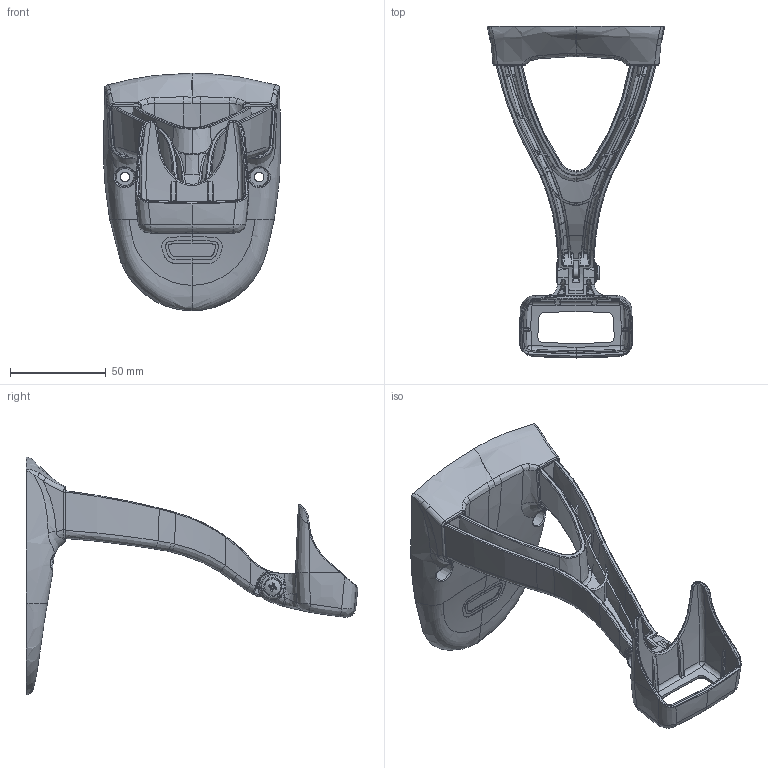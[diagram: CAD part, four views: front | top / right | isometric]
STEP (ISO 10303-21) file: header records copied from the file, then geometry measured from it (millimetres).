
FILE_DESCRIPTION (( 'STEP AP214' ), '1' );
FILE_NAME ('CRA-US9-C298.STEP', '2020-11-02T18:47:27', ( '' ), ( '' ), 'SwSTEP 2.0', 'SolidWorks 2019', '' );
FILE_SCHEMA (( 'AUTOMOTIVE_DESIGN' ));
Length unit declared in the file: inch
Products named in the file (1): CRA-US9-C298
Bounding box: 92.56 x 173.11 x 124 mm (x, y, z)
Volume: 78526.5 mm3; surface area: 75869.5 mm2
Topology: 3 solids, 7 shells, 1230 faces, 3354 edges, 2128 vertices
Faces by surface type: bspline 479, plane 406, cylinder 200, cone 110, torus 28, sphere 7
Full cylindrical faces by diameter (mm): 3.5 x2, 4.2 x2, 4.98 x5, 5 x3, 5.3 x1, 5.4 x1, 7.5 x1, 8.5 x1
Entity records: 103423 total; most frequent: CARTESIAN_POINT 77955, ORIENTED_EDGE 6580, DIRECTION 3299, EDGE_CURVE 3290, VERTEX_POINT 2110, B_SPLINE_CURVE_WITH_KNOTS 1842, EDGE_LOOP 1310, FACE_OUTER_BOUND 1249
